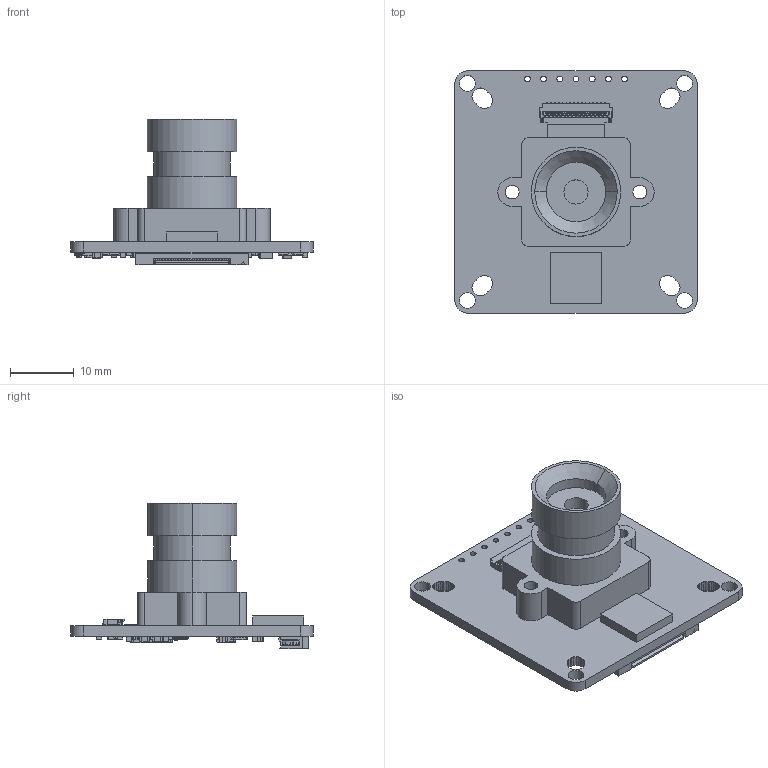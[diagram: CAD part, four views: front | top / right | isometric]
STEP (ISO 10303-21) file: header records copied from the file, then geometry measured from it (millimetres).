
FILE_DESCRIPTION (( 'STEP AP214' ), '1' );
FILE_NAME ('B0353.STEP', '2022-08-22T01:58:12', ( '' ), ( '' ), 'SwSTEP 2.0', 'SolidWorks 2021', '' );
FILE_SCHEMA (( 'AUTOMOTIVE_DESIGN' ));
Length unit declared in the file: millimetre
Products named in the file (1): B0353
Bounding box: 38 x 38 x 22.86 mm (x, y, z)
Volume: 5907 mm3; surface area: 6116.9 mm2
Topology: 76 solids, 76 shells, 5058 faces, 13687 edges, 8674 vertices
Faces by surface type: plane 3185, bspline 876, cylinder 811, sphere 180, torus 4, cone 2
Entity records: 279036 total; most frequent: CARTESIAN_POINT 101972, ORIENTED_EDGE 26926, DIRECTION 21769, EDGE_CURVE 13463, VECTOR 10163, LINE 10163, VERTEX_POINT 8674, AXIS2_PLACEMENT_3D 5803
